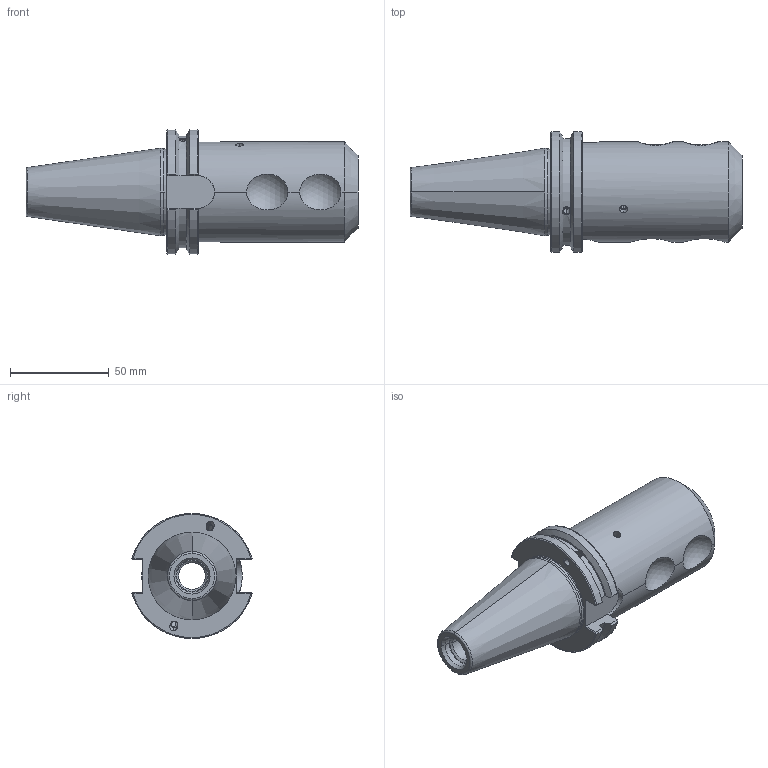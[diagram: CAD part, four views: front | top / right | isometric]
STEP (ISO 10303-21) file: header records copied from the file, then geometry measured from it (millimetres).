
FILE_DESCRIPTION((''),'2;1');
FILE_NAME('CAT40ADB-EMH25_4C-100-PB15','2020-09-18T14:45:09',('user'),(''),'CREO PARAMETRIC BY PTC INC, 2018400','CREO PARAMETRIC BY PTC INC, 2018400','');
FILE_SCHEMA(('CONFIG_CONTROL_DESIGN'));
Length unit declared in the file: millimetre
Products named in the file (1): CAT40ADB-EMH25_4C-100-PB15
Bounding box: 168.25 x 60.84 x 63.27 mm (x, y, z)
Volume: 192727.8 mm3; surface area: 46985.6 mm2
Topology: 1 solids, 10 shells, 169 faces, 474 edges, 306 vertices
Faces by surface type: cylinder 80, plane 49, cone 24, torus 10, bspline 4, sphere 2
Entity records: 6401 total; most frequent: CARTESIAN_POINT 2185, ORIENTED_EDGE 868, DIRECTION 822, EDGE_CURVE 466, AXIS2_PLACEMENT_3D 324, VERTEX_POINT 306, EDGE_LOOP 196, VECTOR 174
